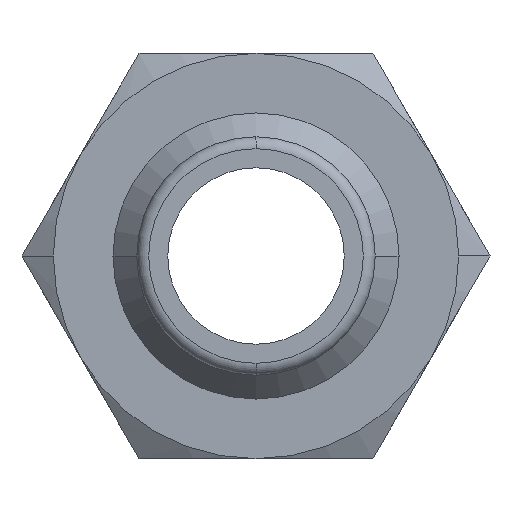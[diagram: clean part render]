
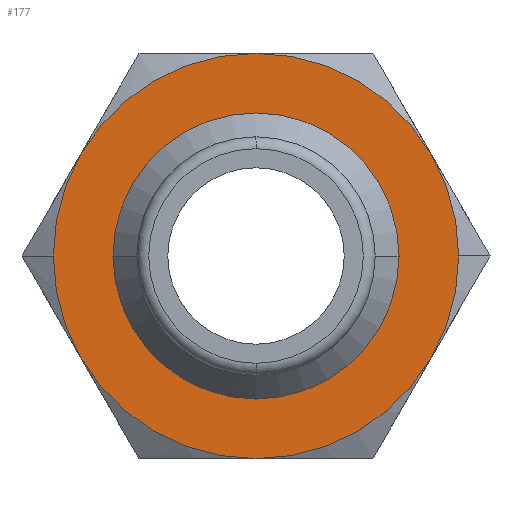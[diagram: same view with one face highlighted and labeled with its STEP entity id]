
A CAD part, front view. The second image highlights one B-rep face of the part: STEP entity #177.
In plain terms, the highlighted planar face has unit normal (0, -1, 0).
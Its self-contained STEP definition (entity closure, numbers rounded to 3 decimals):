
#177=ADVANCED_FACE('',(#358,#359),#360,.T.);
#358=FACE_OUTER_BOUND('',#541,.T.);
#359=FACE_BOUND('',#542,.T.);
#360=PLANE('',#543);
#541=EDGE_LOOP('',(#994,#995,#996,#997,#998,#999,#1000,#1001));
#542=EDGE_LOOP('',(#1002,#1003));
#543=AXIS2_PLACEMENT_3D('',#1004,#1005,#1006);
#994=ORIENTED_EDGE('',*,*,#1163,.F.);
#995=ORIENTED_EDGE('',*,*,#1244,.F.);
#996=ORIENTED_EDGE('',*,*,#1169,.F.);
#997=ORIENTED_EDGE('',*,*,#1257,.F.);
#998=ORIENTED_EDGE('',*,*,#1265,.F.);
#999=ORIENTED_EDGE('',*,*,#1136,.F.);
#1000=ORIENTED_EDGE('',*,*,#1159,.F.);
#1001=ORIENTED_EDGE('',*,*,#1196,.F.);
#1002=ORIENTED_EDGE('',*,*,#1120,.F.);
#1003=ORIENTED_EDGE('',*,*,#1131,.F.);
#1004=CARTESIAN_POINT('',(4.25,20.0,0.0));
#1005=DIRECTION('',(-0.0,-1.0,-0.0));
#1006=DIRECTION('',(-1.0,0.0,0.0));
#1120=EDGE_CURVE('',#1348,#1344,#1350,.T.);
#1131=EDGE_CURVE('',#1344,#1348,#1367,.T.);
#1136=EDGE_CURVE('',#1373,#1370,#1375,.T.);
#1159=EDGE_CURVE('',#1412,#1373,#1414,.T.);
#1163=EDGE_CURVE('',#1419,#1416,#1421,.T.);
#1169=EDGE_CURVE('',#1427,#1300,#1429,.T.);
#1196=EDGE_CURVE('',#1416,#1412,#1465,.T.);
#1244=EDGE_CURVE('',#1300,#1419,#1526,.T.);
#1257=EDGE_CURVE('',#1542,#1427,#1544,.T.);
#1265=EDGE_CURVE('',#1370,#1542,#1552,.T.);
#1300=VERTEX_POINT('',#1611);
#1344=VERTEX_POINT('',#1696);
#1348=VERTEX_POINT('',#1701);
#1350=CIRCLE('',#1704,6.0);
#1367=CIRCLE('',#1734,6.0);
#1370=VERTEX_POINT('',#1737);
#1373=VERTEX_POINT('',#1751);
#1375=CIRCLE('',#1764,8.5);
#1412=VERTEX_POINT('',#1820);
#1414=CIRCLE('',#1833,8.5);
#1416=VERTEX_POINT('',#1835);
#1419=VERTEX_POINT('',#1839);
#1421=CIRCLE('',#1852,8.5);
#1427=VERTEX_POINT('',#1858);
#1429=CIRCLE('',#1871,8.5);
#1465=CIRCLE('',#1991,8.5);
#1526=CIRCLE('',#2084,8.5);
#1542=VERTEX_POINT('',#2111);
#1544=CIRCLE('',#2114,8.5);
#1552=CIRCLE('',#2144,8.5);
#1611=CARTESIAN_POINT('',(0.,20.0,8.5));
#1696=CARTESIAN_POINT('',(6.0,20.0,0.));
#1701=CARTESIAN_POINT('',(-6.0,20.0,0.));
#1704=AXIS2_PLACEMENT_3D('',#2217,#2218,#2219);
#1734=AXIS2_PLACEMENT_3D('',#2234,#2235,#2236);
#1737=CARTESIAN_POINT('',(-7.361,20.0,-4.25));
#1751=CARTESIAN_POINT('',(0.0,20.0,-8.5));
#1764=AXIS2_PLACEMENT_3D('',#2240,#2241,#2242);
#1820=CARTESIAN_POINT('',(7.361,20.0,-4.25));
#1833=AXIS2_PLACEMENT_3D('',#2278,#2279,#2280);
#1835=CARTESIAN_POINT('',(8.5,20.0,0.));
#1839=CARTESIAN_POINT('',(7.361,20.0,4.25));
#1852=AXIS2_PLACEMENT_3D('',#2282,#2283,#2284);
#1858=CARTESIAN_POINT('',(-7.361,20.0,4.25));
#1871=AXIS2_PLACEMENT_3D('',#2291,#2292,#2293);
#1991=AXIS2_PLACEMENT_3D('',#2319,#2320,#2321);
#2084=AXIS2_PLACEMENT_3D('',#2392,#2393,#2394);
#2111=CARTESIAN_POINT('',(-8.5,20.0,0.));
#2114=AXIS2_PLACEMENT_3D('',#2411,#2412,#2413);
#2144=AXIS2_PLACEMENT_3D('',#2417,#2418,#2419);
#2217=CARTESIAN_POINT('',(0.0,20.0,0.0));
#2218=DIRECTION('',(0.0,-1.0,0.0));
#2219=DIRECTION('',(1.0,0.0,0.0));
#2234=CARTESIAN_POINT('',(0.0,20.0,0.0));
#2235=DIRECTION('',(0.0,-1.0,0.0));
#2236=DIRECTION('',(1.0,0.0,0.0));
#2240=CARTESIAN_POINT('',(0.0,20.0,0.0));
#2241=DIRECTION('',(-0.0,1.0,0.0));
#2242=DIRECTION('',(1.0,0.0,0.0));
#2278=CARTESIAN_POINT('',(0.0,20.0,0.0));
#2279=DIRECTION('',(-0.0,1.0,0.0));
#2280=DIRECTION('',(1.0,0.0,0.0));
#2282=CARTESIAN_POINT('',(0.0,20.0,0.0));
#2283=DIRECTION('',(-0.0,1.0,0.0));
#2284=DIRECTION('',(1.0,0.0,0.0));
#2291=CARTESIAN_POINT('',(0.0,20.0,0.0));
#2292=DIRECTION('',(-0.0,1.0,0.0));
#2293=DIRECTION('',(1.0,0.0,0.0));
#2319=CARTESIAN_POINT('',(0.0,20.0,0.0));
#2320=DIRECTION('',(-0.0,1.0,0.0));
#2321=DIRECTION('',(1.0,0.0,0.0));
#2392=CARTESIAN_POINT('',(0.0,20.0,0.0));
#2393=DIRECTION('',(-0.0,1.0,0.0));
#2394=DIRECTION('',(1.0,0.0,0.0));
#2411=CARTESIAN_POINT('',(0.0,20.0,0.0));
#2412=DIRECTION('',(-0.0,1.0,0.0));
#2413=DIRECTION('',(1.0,0.0,0.0));
#2417=CARTESIAN_POINT('',(0.0,20.0,0.0));
#2418=DIRECTION('',(-0.0,1.0,0.0));
#2419=DIRECTION('',(1.0,0.0,0.0));
